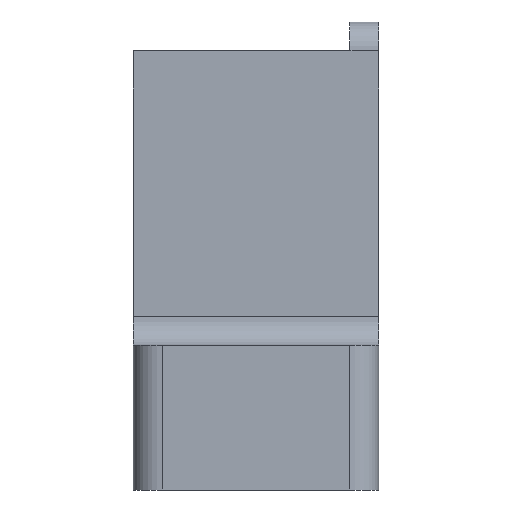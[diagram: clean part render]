
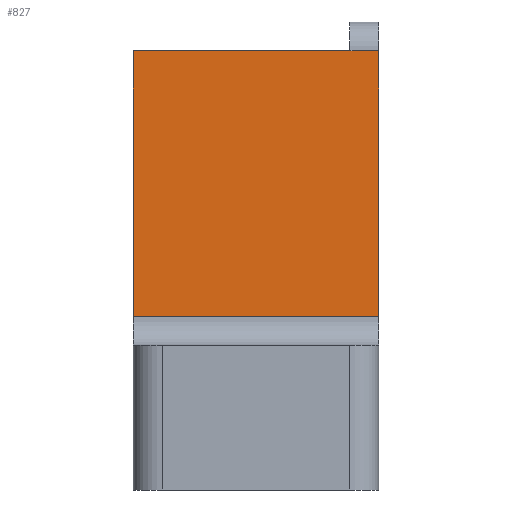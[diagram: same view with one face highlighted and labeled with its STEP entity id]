
A CAD part, left-side view. The second image highlights one B-rep face of the part: STEP entity #827.
In plain terms, the highlighted planar face has unit normal (-1, 0, 0).
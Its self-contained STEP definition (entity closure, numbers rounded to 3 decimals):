
#30 = VECTOR ( 'NONE', #892, 1000. ) ;
#66 = DIRECTION ( 'NONE',  ( 0., 1., 0. ) ) ;
#115 = EDGE_LOOP ( 'NONE', ( #128, #259, #622, #1393, #972 ) ) ;
#128 = ORIENTED_EDGE ( 'NONE', *, *, #1236, .F. ) ;
#168 = LINE ( 'NONE', #284, #442 ) ;
#209 = VECTOR ( 'NONE', #1284, 1000. ) ;
#224 = EDGE_CURVE ( 'NONE', #903, #583, #1186, .T. ) ;
#259 = ORIENTED_EDGE ( 'NONE', *, *, #1162, .T. ) ;
#284 = CARTESIAN_POINT ( 'NONE',  ( -14.5, -15., 10. ) ) ;
#299 = PLANE ( 'NONE',  #552 ) ;
#324 = LINE ( 'NONE', #404, #30 ) ;
#380 = EDGE_CURVE ( 'NONE', #583, #436, #168, .T. ) ;
#385 = DIRECTION ( 'NONE',  ( 0., 1., 0. ) ) ;
#404 = CARTESIAN_POINT ( 'NONE',  ( -14.5, -15., -45.139 ) ) ;
#436 = VERTEX_POINT ( 'NONE', #877 ) ;
#442 = VECTOR ( 'NONE', #385, 1000. ) ;
#448 = CARTESIAN_POINT ( 'NONE',  ( -14.5, 2., -45.139 ) ) ;
#455 = LINE ( 'NONE', #448, #209 ) ;
#472 = VERTEX_POINT ( 'NONE', #983 ) ;
#532 = FACE_OUTER_BOUND ( 'NONE', #115, .T. ) ;
#552 = AXIS2_PLACEMENT_3D ( 'NONE', #661, #1325, #66 ) ;
#583 = VERTEX_POINT ( 'NONE', #1137 ) ;
#622 = ORIENTED_EDGE ( 'NONE', *, *, #1146, .T. ) ;
#661 = CARTESIAN_POINT ( 'NONE',  ( -14.5, -15., -45.139 ) ) ;
#702 = VECTOR ( 'NONE', #1497, 1000. ) ;
#827 = ADVANCED_FACE ( 'NONE', ( #532 ), #299, .F. ) ;
#877 = CARTESIAN_POINT ( 'NONE',  ( -14.5, 2., 10. ) ) ;
#892 = DIRECTION ( 'NONE',  ( 0., 0., 1. ) ) ;
#903 = VERTEX_POINT ( 'NONE', #1404 ) ;
#945 = CARTESIAN_POINT ( 'NONE',  ( -14.5, -13., 10. ) ) ;
#955 = VERTEX_POINT ( 'NONE', #1182 ) ;
#968 = DIRECTION ( 'NONE',  ( 0., 1., 0. ) ) ;
#972 = ORIENTED_EDGE ( 'NONE', *, *, #380, .T. ) ;
#983 = CARTESIAN_POINT ( 'NONE',  ( -14.5, -15., -8.38 ) ) ;
#1015 = LINE ( 'NONE', #1278, #702 ) ;
#1137 = CARTESIAN_POINT ( 'NONE',  ( -14.5, -13., 10. ) ) ;
#1146 = EDGE_CURVE ( 'NONE', #472, #903, #324, .T. ) ;
#1162 = EDGE_CURVE ( 'NONE', #955, #472, #1015, .T. ) ;
#1182 = CARTESIAN_POINT ( 'NONE',  ( -14.5, 2., -8.38 ) ) ;
#1186 = LINE ( 'NONE', #945, #1464 ) ;
#1236 = EDGE_CURVE ( 'NONE', #955, #436, #455, .T. ) ;
#1278 = CARTESIAN_POINT ( 'NONE',  ( -14.5, -15., -8.38 ) ) ;
#1284 = DIRECTION ( 'NONE',  ( 0., 0., 1. ) ) ;
#1325 = DIRECTION ( 'NONE',  ( 1., 0., 0. ) ) ;
#1393 = ORIENTED_EDGE ( 'NONE', *, *, #224, .T. ) ;
#1404 = CARTESIAN_POINT ( 'NONE',  ( -14.5, -15., 10. ) ) ;
#1464 = VECTOR ( 'NONE', #968, 1000. ) ;
#1497 = DIRECTION ( 'NONE',  ( 0., -1., 0. ) ) ;
